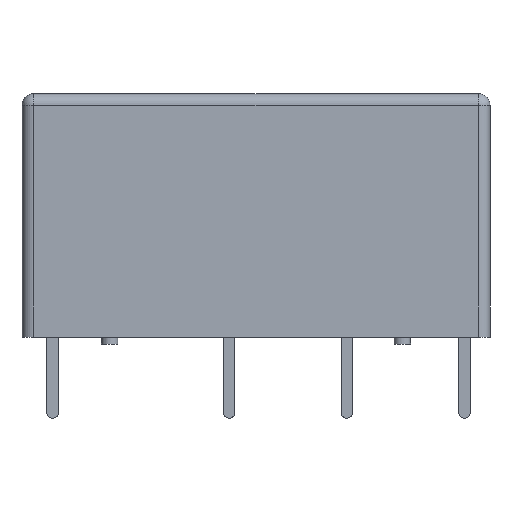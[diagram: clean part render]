
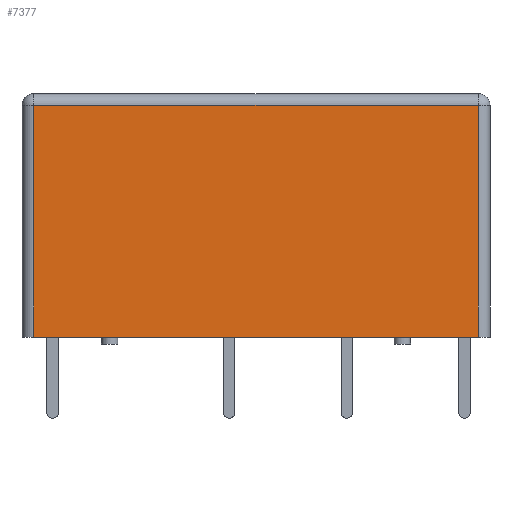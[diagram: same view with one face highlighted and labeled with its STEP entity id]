
A CAD part, front view. The second image highlights one B-rep face of the part: STEP entity #7377.
In plain terms, the highlighted planar face has unit normal (0, -1, 0).
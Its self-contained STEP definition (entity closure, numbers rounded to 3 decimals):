
#493 = LINE ( 'NONE', #5495, #13719 ) ;
#1099 = ORIENTED_EDGE ( 'NONE', *, *, #11361, .T. ) ;
#2587 = VERTEX_POINT ( 'NONE', #7058 ) ;
#2758 = EDGE_CURVE ( 'NONE', #2587, #4817, #13930, .T. ) ;
#3195 = DIRECTION ( 'NONE',  ( 0., 0., 1. ) ) ;
#3654 = CARTESIAN_POINT ( 'NONE',  ( -10.1, -5., 10.5 ) ) ;
#4181 = LINE ( 'NONE', #11779, #6639 ) ;
#4817 = VERTEX_POINT ( 'NONE', #8647 ) ;
#5392 = DIRECTION ( 'NONE',  ( -1., 0., 0. ) ) ;
#5490 = LINE ( 'NONE', #10529, #14022 ) ;
#5495 = CARTESIAN_POINT ( 'NONE',  ( -9.6, -5., 10.5 ) ) ;
#5924 = AXIS2_PLACEMENT_3D ( 'NONE', #3654, #11417, #10259 ) ;
#6578 = ORIENTED_EDGE ( 'NONE', *, *, #10397, .T. ) ;
#6639 = VECTOR ( 'NONE', #3195, 1000. ) ;
#6654 = VERTEX_POINT ( 'NONE', #13945 ) ;
#6775 = EDGE_CURVE ( 'NONE', #12460, #6654, #5490, .T. ) ;
#7058 = CARTESIAN_POINT ( 'NONE',  ( 9.6, -5., 10. ) ) ;
#7377 = ADVANCED_FACE ( 'NONE', ( #11025 ), #14754, .F. ) ;
#7696 = CARTESIAN_POINT ( 'NONE',  ( -10.1, -5., 10. ) ) ;
#7713 = DIRECTION ( 'NONE',  ( 1., 0., 0. ) ) ;
#8497 = EDGE_LOOP ( 'NONE', ( #13213, #6578, #11190, #1099 ) ) ;
#8647 = CARTESIAN_POINT ( 'NONE',  ( -9.6, -5., 10. ) ) ;
#8689 = CARTESIAN_POINT ( 'NONE',  ( -9.6, -5., 0. ) ) ;
#9793 = VECTOR ( 'NONE', #5392, 1000. ) ;
#10259 = DIRECTION ( 'NONE',  ( 0., 0., 1. ) ) ;
#10397 = EDGE_CURVE ( 'NONE', #4817, #12460, #493, .T. ) ;
#10529 = CARTESIAN_POINT ( 'NONE',  ( -10.1, -5., 0. ) ) ;
#11025 = FACE_OUTER_BOUND ( 'NONE', #8497, .T. ) ;
#11190 = ORIENTED_EDGE ( 'NONE', *, *, #6775, .T. ) ;
#11361 = EDGE_CURVE ( 'NONE', #6654, #2587, #4181, .T. ) ;
#11417 = DIRECTION ( 'NONE',  ( 0., 1., 0. ) ) ;
#11779 = CARTESIAN_POINT ( 'NONE',  ( 9.6, -5., 10.5 ) ) ;
#12460 = VERTEX_POINT ( 'NONE', #8689 ) ;
#13213 = ORIENTED_EDGE ( 'NONE', *, *, #2758, .T. ) ;
#13719 = VECTOR ( 'NONE', #15526, 1000. ) ;
#13930 = LINE ( 'NONE', #7696, #9793 ) ;
#13945 = CARTESIAN_POINT ( 'NONE',  ( 9.6, -5., 0. ) ) ;
#14022 = VECTOR ( 'NONE', #7713, 1000. ) ;
#14754 = PLANE ( 'NONE',  #5924 ) ;
#15526 = DIRECTION ( 'NONE',  ( 0., 0., -1. ) ) ;
